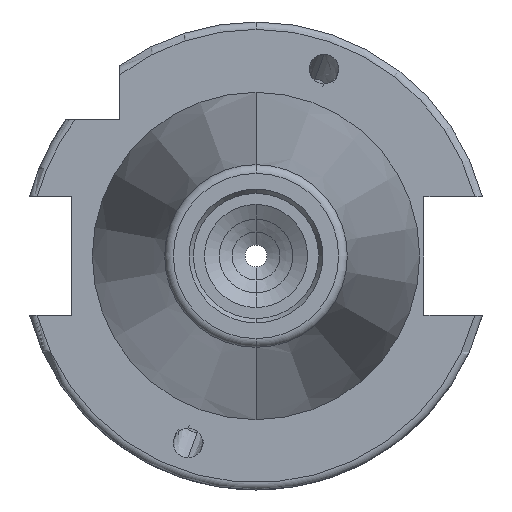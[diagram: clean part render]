
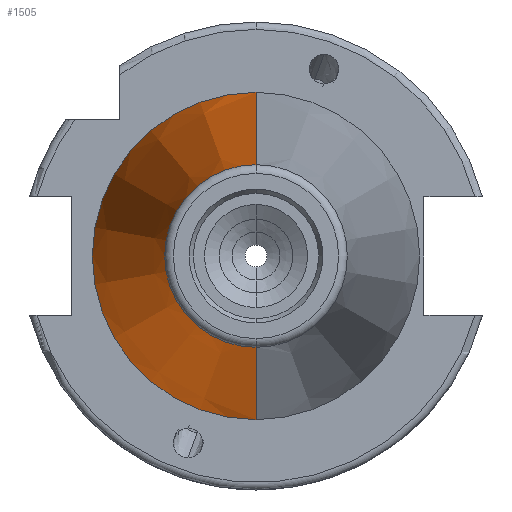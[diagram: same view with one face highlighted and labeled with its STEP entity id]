
A CAD part, left-side view. The second image highlights one B-rep face of the part: STEP entity #1505.
In plain terms, the highlighted conical face has half-angle 8.297 degrees and reference radius 22.225 mm.
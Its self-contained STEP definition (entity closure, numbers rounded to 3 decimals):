
#197 = CONICAL_SURFACE ( 'NONE', #913, 22.225, 0.145 ) ;
#287 = EDGE_CURVE ( 'NONE', #2474, #2717, #3255, .T. ) ;
#471 = EDGE_CURVE ( 'NONE', #2717, #1875, #1520, .T. ) ;
#477 = CARTESIAN_POINT ( 'NONE',  ( -67.373, 0., 0. ) ) ;
#527 = CARTESIAN_POINT ( 'NONE',  ( 0., 0., 22.225 ) ) ;
#568 = DIRECTION ( 'NONE',  ( -1., 0., 0. ) ) ;
#895 = DIRECTION ( 'NONE',  ( 0., 0., 1. ) ) ;
#913 = AXIS2_PLACEMENT_3D ( 'NONE', #2293, #1059, #4949 ) ;
#938 = DIRECTION ( 'NONE',  ( 0.99, 0., 0.144 ) ) ;
#942 = ORIENTED_EDGE ( 'NONE', *, *, #3780, .F. ) ;
#1059 = DIRECTION ( 'NONE',  ( 1., 0., 0. ) ) ;
#1212 = VECTOR ( 'NONE', #938, 1000. ) ;
#1244 = DIRECTION ( 'NONE',  ( 0.99, 0., -0.144 ) ) ;
#1256 = ORIENTED_EDGE ( 'NONE', *, *, #471, .T. ) ;
#1374 = CARTESIAN_POINT ( 'NONE',  ( 0., 0., 22.225 ) ) ;
#1505 = ADVANCED_FACE ( 'NONE', ( #3597 ), #197, .T. ) ;
#1520 = CIRCLE ( 'NONE', #4653, 22.225 ) ;
#1556 = ORIENTED_EDGE ( 'NONE', *, *, #287, .T. ) ;
#1644 = CARTESIAN_POINT ( 'NONE',  ( 0., 0., -22.225 ) ) ;
#1793 = VERTEX_POINT ( 'NONE', #2423 ) ;
#1875 = VERTEX_POINT ( 'NONE', #4295 ) ;
#2235 = CIRCLE ( 'NONE', #2951, 12.4 ) ;
#2293 = CARTESIAN_POINT ( 'NONE',  ( 0., 0., 0. ) ) ;
#2353 = CARTESIAN_POINT ( 'NONE',  ( -67.373, 0., 12.4 ) ) ;
#2423 = CARTESIAN_POINT ( 'NONE',  ( -67.373, 0., -12.4 ) ) ;
#2474 = VERTEX_POINT ( 'NONE', #2353 ) ;
#2717 = VERTEX_POINT ( 'NONE', #1374 ) ;
#2951 = AXIS2_PLACEMENT_3D ( 'NONE', #477, #3336, #895 ) ;
#3019 = CARTESIAN_POINT ( 'NONE',  ( 0., 0., 0. ) ) ;
#3255 = LINE ( 'NONE', #527, #1212 ) ;
#3336 = DIRECTION ( 'NONE',  ( -1., 0., 0. ) ) ;
#3425 = DIRECTION ( 'NONE',  ( 0., 0., 1. ) ) ;
#3597 = FACE_OUTER_BOUND ( 'NONE', #4100, .T. ) ;
#3747 = VECTOR ( 'NONE', #1244, 1000. ) ;
#3780 = EDGE_CURVE ( 'NONE', #2474, #1793, #2235, .T. ) ;
#4014 = EDGE_CURVE ( 'NONE', #1793, #1875, #4830, .T. ) ;
#4100 = EDGE_LOOP ( 'NONE', ( #942, #1556, #1256, #4618 ) ) ;
#4295 = CARTESIAN_POINT ( 'NONE',  ( 0., 0., -22.225 ) ) ;
#4618 = ORIENTED_EDGE ( 'NONE', *, *, #4014, .F. ) ;
#4653 = AXIS2_PLACEMENT_3D ( 'NONE', #3019, #568, #3425 ) ;
#4830 = LINE ( 'NONE', #1644, #3747 ) ;
#4949 = DIRECTION ( 'NONE',  ( 0., 0., -1. ) ) ;
